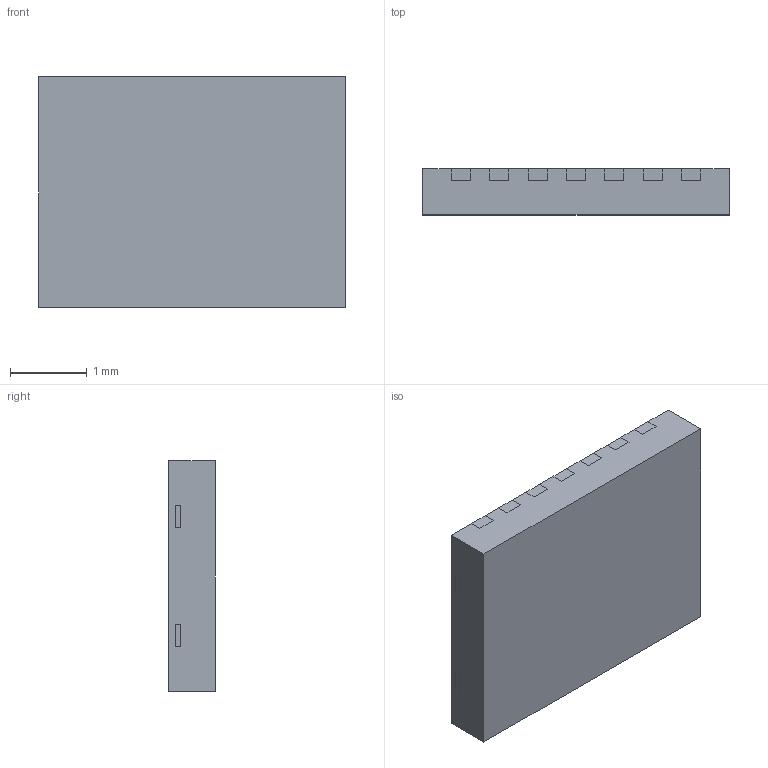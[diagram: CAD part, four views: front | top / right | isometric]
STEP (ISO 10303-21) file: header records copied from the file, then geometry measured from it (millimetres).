
FILE_DESCRIPTION(/* description */ ('Unknown'),/* implementation_level */ '2;1');
FILE_NAME(/* name */ 'DFN4030-14_STP',/* time_stamp */ '2020-11-13T14:29:25+08:00',/* author */ ('Unknown'),/* organization */ ('Unknown'),/* preprocessor_version */ 'ST-DEVELOPER v16.7',/* originating_system */ 'DEX',/* authorisation */ $);
FILE_SCHEMA (('AUTOMOTIVE_DESIGN {1 0 10303 214 3 1 1}'));
Length unit declared in the file: millimetre
Products named in the file (3): 4030-14; EMC; LDF
Assembly tree (2 placements, depth 2):
  4030-14
    EMC
    LDF
Bounding box: 4 x 0.6 x 3 mm (x, y, z)
Volume: 7.2 mm3; surface area: 63.6 mm2
Topology: 16 solids, 16 shells, 419 faces, 1164 edges, 776 vertices
Faces by surface type: plane 349, cylinder 70
Entity records: 14877 total; most frequent: CARTESIAN_POINT 2362, ORIENTED_EDGE 2328, DIRECTION 2148, EDGE_CURVE 1164, LINE 1024, VECTOR 1024, VERTEX_POINT 776, AXIS2_PLACEMENT_3D 562
